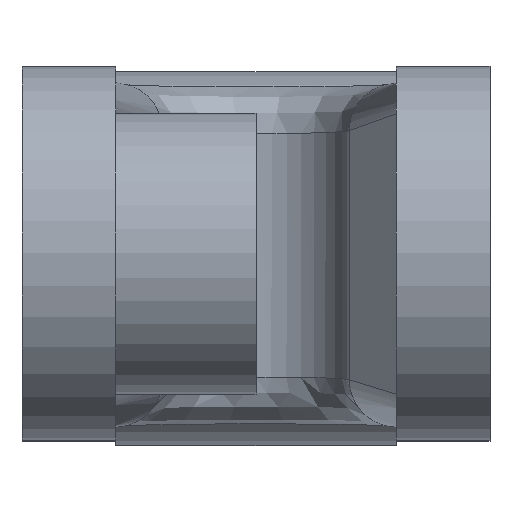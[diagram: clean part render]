
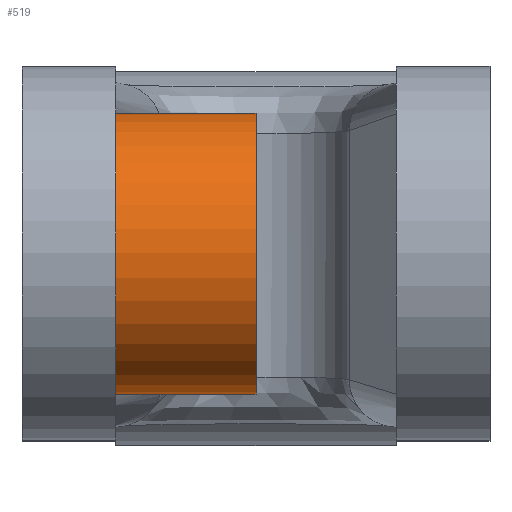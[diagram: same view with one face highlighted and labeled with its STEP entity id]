
A CAD part, top view. The second image highlights one B-rep face of the part: STEP entity #519.
In plain terms, the highlighted cylindrical face has radius 15 mm (diameter 30 mm), a full revolution.
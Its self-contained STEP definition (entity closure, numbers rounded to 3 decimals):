
#49=FACE_OUTER_BOUND('',#82,.T.);
#82=EDGE_LOOP('',(#358,#359,#360,#361));
#119=LINE('',#789,#170);
#170=VECTOR('',#627,15.);
#221=CIRCLE('',#567,15.);
#222=CIRCLE('',#568,15.);
#237=VERTEX_POINT('',#786);
#238=VERTEX_POINT('',#788);
#283=EDGE_CURVE('',#237,#237,#221,.T.);
#284=EDGE_CURVE('',#237,#238,#119,.T.);
#285=EDGE_CURVE('',#238,#238,#222,.T.);
#358=ORIENTED_EDGE('',*,*,#283,.F.);
#359=ORIENTED_EDGE('',*,*,#284,.T.);
#360=ORIENTED_EDGE('',*,*,#285,.F.);
#361=ORIENTED_EDGE('',*,*,#284,.F.);
#508=CYLINDRICAL_SURFACE('',#566,15.);
#519=ADVANCED_FACE('',(#49),#508,.T.);
#566=AXIS2_PLACEMENT_3D('',#785,#623,#624);
#567=AXIS2_PLACEMENT_3D('',#787,#625,#626);
#568=AXIS2_PLACEMENT_3D('',#790,#628,#629);
#623=DIRECTION('center_axis',(-1.,0.,0.));
#624=DIRECTION('ref_axis',(0.,1.,0.));
#625=DIRECTION('center_axis',(-1.,0.,0.));
#626=DIRECTION('ref_axis',(0.,1.,0.));
#627=DIRECTION('',(1.,0.,0.));
#628=DIRECTION('center_axis',(1.,0.,0.));
#629=DIRECTION('ref_axis',(0.,1.,0.));
#785=CARTESIAN_POINT('Origin',(0.,0.,380.));
#786=CARTESIAN_POINT('',(-15.,-15.,380.));
#787=CARTESIAN_POINT('Origin',(-15.,0.,380.));
#788=CARTESIAN_POINT('',(0.,-15.,380.));
#789=CARTESIAN_POINT('',(0.,-15.,380.));
#790=CARTESIAN_POINT('Origin',(0.,0.,380.));
